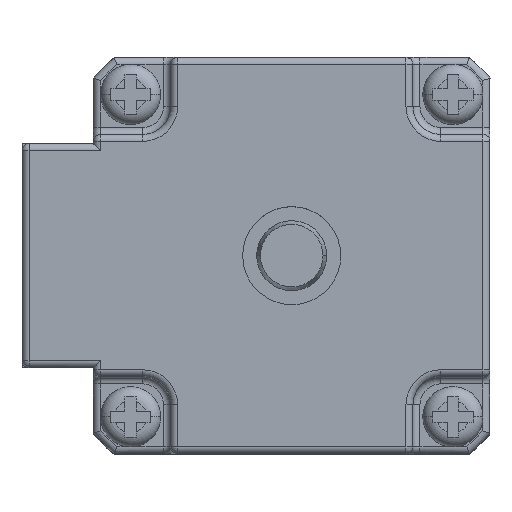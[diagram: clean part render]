
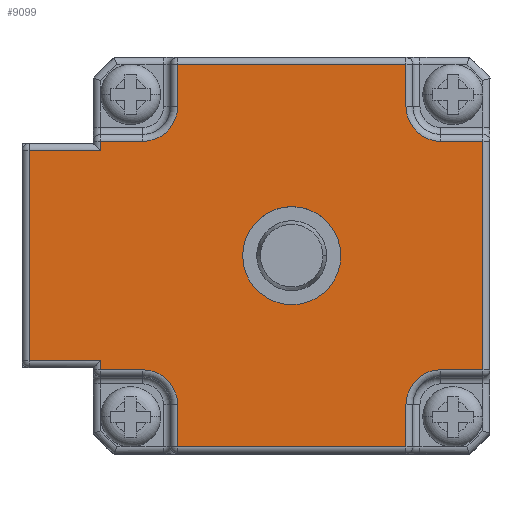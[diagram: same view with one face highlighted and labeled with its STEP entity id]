
A CAD part, top view. The second image highlights one B-rep face of the part: STEP entity #9099.
In plain terms, the highlighted planar face has unit normal (0, 0, 1).
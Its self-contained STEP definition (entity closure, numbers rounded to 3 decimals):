
#1360=DIRECTION('',(1.,0.,0.));
#1361=VECTOR('',#1360,16.3);
#1362=CARTESIAN_POINT('',(6.,-27.8,31.));
#1363=LINE('',#1362,#1361);
#1499=DIRECTION('',(1.,0.,0.));
#1500=VECTOR('',#1499,3.);
#1501=CARTESIAN_POINT('',(0.5,-22.3,31.));
#1502=LINE('',#1501,#1500);
#1522=DIRECTION('',(0.,-1.,0.));
#1523=VECTOR('',#1522,3.);
#1524=CARTESIAN_POINT('',(6.,-24.8,31.));
#1525=LINE('',#1524,#1523);
#1864=CARTESIAN_POINT('',(3.5,-3.5,31.));
#1865=DIRECTION('',(0.,0.,1.));
#1866=DIRECTION('',(0.,-1.,0.));
#1867=AXIS2_PLACEMENT_3D('',#1864,#1865,#1866);
#1869=CARTESIAN_POINT('',(24.8,-3.5,31.));
#1870=DIRECTION('',(0.,0.,1.));
#1871=DIRECTION('',(-1.,0.,0.));
#1872=AXIS2_PLACEMENT_3D('',#1869,#1870,#1871);
#1874=CARTESIAN_POINT('',(24.8,-24.8,31.));
#1875=DIRECTION('',(0.,0.,1.));
#1876=DIRECTION('',(0.,1.,0.));
#1877=AXIS2_PLACEMENT_3D('',#1874,#1875,#1876);
#1879=CARTESIAN_POINT('',(3.5,-24.8,31.));
#1880=DIRECTION('',(0.,0.,1.));
#1881=DIRECTION('',(1.,0.,0.));
#1882=AXIS2_PLACEMENT_3D('',#1879,#1880,#1881);
#1884=CARTESIAN_POINT('',(14.15,-14.15,31.));
#1885=DIRECTION('',(0.,0.,1.));
#1886=DIRECTION('',(1.,0.,0.));
#1887=AXIS2_PLACEMENT_3D('',#1884,#1885,#1886);
#1889=CARTESIAN_POINT('',(14.15,-14.15,31.));
#1890=DIRECTION('',(0.,0.,1.));
#1891=DIRECTION('',(-1.,0.,0.));
#1892=AXIS2_PLACEMENT_3D('',#1889,#1890,#1891);
#1904=DIRECTION('',(0.,-1.,0.));
#1905=VECTOR('',#1904,0.65);
#1906=CARTESIAN_POINT('',(0.5,-21.65,31.));
#1907=LINE('',#1906,#1905);
#1912=DIRECTION('',(1.,0.,0.));
#1913=VECTOR('',#1912,5.1);
#1914=CARTESIAN_POINT('',(-4.6,-21.65,31.));
#1915=LINE('',#1914,#1913);
#1935=DIRECTION('',(0.,-1.,0.));
#1936=VECTOR('',#1935,15.);
#1937=CARTESIAN_POINT('',(-4.6,-6.65,31.));
#1938=LINE('',#1937,#1936);
#1968=DIRECTION('',(-1.,0.,0.));
#1969=VECTOR('',#1968,5.1);
#1970=CARTESIAN_POINT('',(0.5,-6.65,31.));
#1971=LINE('',#1970,#1969);
#1976=DIRECTION('',(0.,-1.,0.));
#1977=VECTOR('',#1976,0.65);
#1978=CARTESIAN_POINT('',(0.5,-6.,31.));
#1979=LINE('',#1978,#1977);
#1999=DIRECTION('',(-1.,0.,0.));
#2000=VECTOR('',#1999,3.);
#2001=CARTESIAN_POINT('',(3.5,-6.,31.));
#2002=LINE('',#2001,#2000);
#2022=DIRECTION('',(0.,-1.,0.));
#2023=VECTOR('',#2022,3.);
#2024=CARTESIAN_POINT('',(6.,-0.5,31.));
#2025=LINE('',#2024,#2023);
#2045=DIRECTION('',(-1.,0.,0.));
#2046=VECTOR('',#2045,16.3);
#2047=CARTESIAN_POINT('',(22.3,-0.5,31.));
#2048=LINE('',#2047,#2046);
#2072=DIRECTION('',(0.,1.,0.));
#2073=VECTOR('',#2072,3.);
#2074=CARTESIAN_POINT('',(22.3,-3.5,31.));
#2075=LINE('',#2074,#2073);
#2468=DIRECTION('',(0.,1.,0.));
#2469=VECTOR('',#2468,16.3);
#2470=CARTESIAN_POINT('',(27.8,-22.3,31.));
#2471=LINE('',#2470,#2469);
#2507=DIRECTION('',(0.,1.,0.));
#2508=VECTOR('',#2507,3.);
#2509=CARTESIAN_POINT('',(22.3,-27.8,31.));
#2510=LINE('',#2509,#2508);
#2530=DIRECTION('',(1.,0.,0.));
#2531=VECTOR('',#2530,3.);
#2532=CARTESIAN_POINT('',(24.8,-22.3,31.));
#2533=LINE('',#2532,#2531);
#2868=DIRECTION('',(-1.,0.,0.));
#2869=VECTOR('',#2868,3.);
#2870=CARTESIAN_POINT('',(27.8,-6.,31.));
#2871=LINE('',#2870,#2869);
#5611=CARTESIAN_POINT('',(22.3,-27.8,31.));
#5612=VERTEX_POINT('',#5611);
#5613=CARTESIAN_POINT('',(6.,-27.8,31.));
#5614=VERTEX_POINT('',#5613);
#5633=CARTESIAN_POINT('',(0.5,-22.3,31.));
#5634=VERTEX_POINT('',#5633);
#5636=CARTESIAN_POINT('',(3.5,-22.3,31.));
#5638=VERTEX_POINT('',#5636);
#5639=CARTESIAN_POINT('',(6.,-24.8,31.));
#5641=VERTEX_POINT('',#5639);
#5711=CARTESIAN_POINT('',(0.5,-21.65,31.));
#5712=VERTEX_POINT('',#5711);
#5713=CARTESIAN_POINT('',(-4.6,-21.65,31.));
#5714=VERTEX_POINT('',#5713);
#5715=CARTESIAN_POINT('',(-4.6,-6.65,31.));
#5716=VERTEX_POINT('',#5715);
#5717=CARTESIAN_POINT('',(0.5,-6.65,31.));
#5718=VERTEX_POINT('',#5717);
#5719=CARTESIAN_POINT('',(0.5,-6.,31.));
#5720=VERTEX_POINT('',#5719);
#5721=CARTESIAN_POINT('',(3.5,-6.,31.));
#5722=VERTEX_POINT('',#5721);
#5723=CARTESIAN_POINT('',(6.,-3.5,31.));
#5724=VERTEX_POINT('',#5723);
#5725=CARTESIAN_POINT('',(6.,-0.5,31.));
#5726=VERTEX_POINT('',#5725);
#5727=CARTESIAN_POINT('',(22.3,-0.5,31.));
#5728=VERTEX_POINT('',#5727);
#5729=CARTESIAN_POINT('',(22.3,-3.5,31.));
#5730=VERTEX_POINT('',#5729);
#5731=CARTESIAN_POINT('',(24.8,-6.,31.));
#5732=VERTEX_POINT('',#5731);
#5733=CARTESIAN_POINT('',(27.8,-6.,31.));
#5734=VERTEX_POINT('',#5733);
#5735=CARTESIAN_POINT('',(27.8,-22.3,31.));
#5736=VERTEX_POINT('',#5735);
#5737=CARTESIAN_POINT('',(24.8,-22.3,31.));
#5738=VERTEX_POINT('',#5737);
#5739=CARTESIAN_POINT('',(22.3,-24.8,31.));
#5740=VERTEX_POINT('',#5739);
#5741=CARTESIAN_POINT('',(17.65,-14.15,31.));
#5742=CARTESIAN_POINT('',(10.65,-14.15,31.));
#5743=VERTEX_POINT('',#5741);
#5744=VERTEX_POINT('',#5742);
#9050=CARTESIAN_POINT('',(14.15,-14.15,31.));
#9051=DIRECTION('',(0.,0.,1.));
#9052=DIRECTION('',(1.,0.,0.));
#9053=AXIS2_PLACEMENT_3D('',#9050,#9051,#9052);
#9054=PLANE('',#9053);
#9055=ORIENTED_EDGE('',*,*,#8565,.F.);
#9057=ORIENTED_EDGE('',*,*,#9056,.F.);
#9059=ORIENTED_EDGE('',*,*,#9058,.F.);
#9061=ORIENTED_EDGE('',*,*,#9060,.F.);
#9063=ORIENTED_EDGE('',*,*,#9062,.F.);
#9065=ORIENTED_EDGE('',*,*,#9064,.F.);
#9067=ORIENTED_EDGE('',*,*,#9066,.F.);
#9069=ORIENTED_EDGE('',*,*,#9068,.T.);
#9071=ORIENTED_EDGE('',*,*,#9070,.F.);
#9073=ORIENTED_EDGE('',*,*,#9072,.F.);
#9075=ORIENTED_EDGE('',*,*,#9074,.F.);
#9077=ORIENTED_EDGE('',*,*,#9076,.T.);
#9079=ORIENTED_EDGE('',*,*,#9078,.F.);
#9081=ORIENTED_EDGE('',*,*,#9080,.F.);
#9083=ORIENTED_EDGE('',*,*,#9082,.F.);
#9085=ORIENTED_EDGE('',*,*,#9084,.T.);
#9087=ORIENTED_EDGE('',*,*,#9086,.F.);
#9088=ORIENTED_EDGE('',*,*,#8408,.F.);
#9089=ORIENTED_EDGE('',*,*,#8594,.F.);
#9090=ORIENTED_EDGE('',*,*,#8580,.T.);
#9091=EDGE_LOOP('',(#9055,#9057,#9059,#9061,#9063,#9065,#9067,#9069,#9071,#9073,
#9075,#9077,#9079,#9081,#9083,#9085,#9087,#9088,#9089,#9090));
#9092=FACE_OUTER_BOUND('',#9091,.F.);
#9094=ORIENTED_EDGE('',*,*,#9093,.T.);
#9096=ORIENTED_EDGE('',*,*,#9095,.T.);
#9097=EDGE_LOOP('',(#9094,#9096));
#9098=FACE_BOUND('',#9097,.F.);
#9099=ADVANCED_FACE('',(#9092,#9098),#9054,.T.);
#1868=CIRCLE('',#1867,2.5);
#1873=CIRCLE('',#1872,2.5);
#1878=CIRCLE('',#1877,2.5);
#1883=CIRCLE('',#1882,2.5);
#1888=CIRCLE('',#1887,3.5);
#1893=CIRCLE('',#1892,3.5);
#8408=EDGE_CURVE('',#5614,#5612,#1363,.T.);
#8565=EDGE_CURVE('',#5634,#5638,#1502,.T.);
#8580=EDGE_CURVE('',#5641,#5638,#1883,.T.);
#8594=EDGE_CURVE('',#5641,#5614,#1525,.T.);
#9056=EDGE_CURVE('',#5712,#5634,#1907,.T.);
#9058=EDGE_CURVE('',#5714,#5712,#1915,.T.);
#9060=EDGE_CURVE('',#5716,#5714,#1938,.T.);
#9062=EDGE_CURVE('',#5718,#5716,#1971,.T.);
#9064=EDGE_CURVE('',#5720,#5718,#1979,.T.);
#9066=EDGE_CURVE('',#5722,#5720,#2002,.T.);
#9068=EDGE_CURVE('',#5722,#5724,#1868,.T.);
#9070=EDGE_CURVE('',#5726,#5724,#2025,.T.);
#9072=EDGE_CURVE('',#5728,#5726,#2048,.T.);
#9074=EDGE_CURVE('',#5730,#5728,#2075,.T.);
#9076=EDGE_CURVE('',#5730,#5732,#1873,.T.);
#9078=EDGE_CURVE('',#5734,#5732,#2871,.T.);
#9080=EDGE_CURVE('',#5736,#5734,#2471,.T.);
#9082=EDGE_CURVE('',#5738,#5736,#2533,.T.);
#9084=EDGE_CURVE('',#5738,#5740,#1878,.T.);
#9086=EDGE_CURVE('',#5612,#5740,#2510,.T.);
#9093=EDGE_CURVE('',#5743,#5744,#1888,.T.);
#9095=EDGE_CURVE('',#5744,#5743,#1893,.T.);
